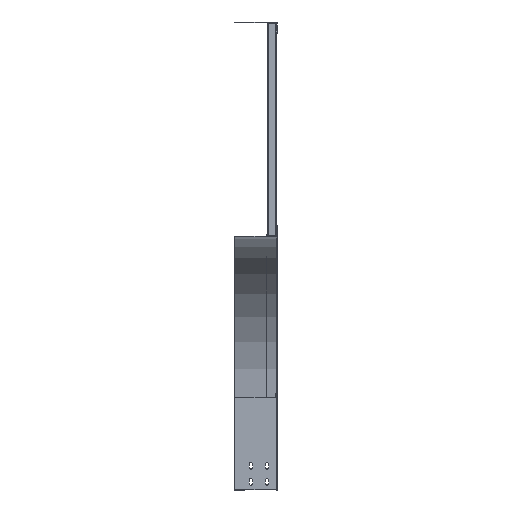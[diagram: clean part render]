
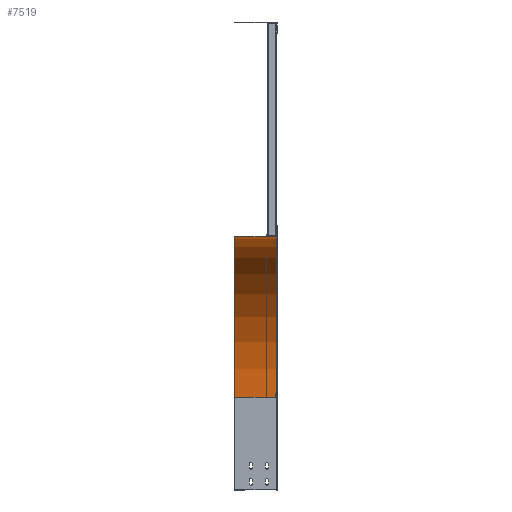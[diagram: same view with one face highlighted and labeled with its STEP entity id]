
A CAD part, left-side view. The second image highlights one B-rep face of the part: STEP entity #7519.
In plain terms, the highlighted cylindrical face has radius 298.8 mm (diameter 597.6 mm), a partial arc.
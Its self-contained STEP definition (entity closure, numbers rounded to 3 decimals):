
#80 = AXIS2_PLACEMENT_3D ( 'NONE', #6887, #6886, #6879 ) ;
#1347 = VERTEX_POINT ( 'NONE', #8741 ) ;
#1349 = VERTEX_POINT ( 'NONE', #8743 ) ;
#1362 = VERTEX_POINT ( 'NONE', #8756 ) ;
#1424 = VERTEX_POINT ( 'NONE', #8818 ) ;
#1995 = FACE_OUTER_BOUND ( 'NONE', #9021, .T. ) ;
#2003 = CYLINDRICAL_SURFACE ( 'NONE', #80, 298.8 ) ;
#5016 = CIRCLE ( 'NONE', #9777, 298.8 ) ;
#5018 = LINE ( 'NONE', #9299, #5021 ) ;
#5019 = CIRCLE ( 'NONE', #9775, 298.8 ) ;
#5020 = LINE ( 'NONE', #9304, #5024 ) ;
#5021 = VECTOR ( 'NONE', #9289, 1000. ) ;
#5024 = VECTOR ( 'NONE', #9303, 1000. ) ;
#6879 = DIRECTION ( 'NONE',  ( 1., 0., 0. ) ) ;
#6886 = DIRECTION ( 'NONE',  ( 0., 1., 0. ) ) ;
#6887 = CARTESIAN_POINT ( 'NONE',  ( -500., -19.8, -301.4 ) ) ;
#7519 = ADVANCED_FACE ( 'NONE', ( #1995 ), #2003, .F. ) ;
#8741 = CARTESIAN_POINT ( 'NONE',  ( -201.2, 60.201, -301.4 ) ) ;
#8743 = CARTESIAN_POINT ( 'NONE',  ( -201.2, -18., -301.4 ) ) ;
#8756 = CARTESIAN_POINT ( 'NONE',  ( -500., 60.201, -2.6 ) ) ;
#8818 = CARTESIAN_POINT ( 'NONE',  ( -500., -18., -2.6 ) ) ;
#9021 = EDGE_LOOP ( 'NONE', ( #10552, #10551, #10550, #10549 ) ) ;
#9289 = DIRECTION ( 'NONE',  ( 0., -1., 0. ) ) ;
#9296 = CARTESIAN_POINT ( 'NONE',  ( -500., -18., -301.4 ) ) ;
#9297 = DIRECTION ( 'NONE',  ( 0., 1., 0. ) ) ;
#9298 = DIRECTION ( 'NONE',  ( 1., 0., 0. ) ) ;
#9299 = CARTESIAN_POINT ( 'NONE',  ( -500., -18., -2.6 ) ) ;
#9303 = DIRECTION ( 'NONE',  ( 0., 1., 0. ) ) ;
#9304 = CARTESIAN_POINT ( 'NONE',  ( -201.2, 44.26, -301.4 ) ) ;
#9305 = CARTESIAN_POINT ( 'NONE',  ( -500., 60.201, -301.4 ) ) ;
#9306 = DIRECTION ( 'NONE',  ( 0., 1., 0. ) ) ;
#9307 = DIRECTION ( 'NONE',  ( 1., 0., 0. ) ) ;
#9775 = AXIS2_PLACEMENT_3D ( 'NONE', #9305, #9306, #9307 ) ;
#9777 = AXIS2_PLACEMENT_3D ( 'NONE', #9296, #9297, #9298 ) ;
#10549 = ORIENTED_EDGE ( 'NONE', *, *, #12870, .F. ) ;
#10550 = ORIENTED_EDGE ( 'NONE', *, *, #12869, .T. ) ;
#10551 = ORIENTED_EDGE ( 'NONE', *, *, #12868, .F. ) ;
#10552 = ORIENTED_EDGE ( 'NONE', *, *, #12866, .F. ) ;
#12866 = EDGE_CURVE ( 'NONE', #1424, #1349, #5016, .T. ) ;
#12868 = EDGE_CURVE ( 'NONE', #1362, #1424, #5018, .T. ) ;
#12869 = EDGE_CURVE ( 'NONE', #1362, #1347, #5019, .T. ) ;
#12870 = EDGE_CURVE ( 'NONE', #1349, #1347, #5020, .T. ) ;
